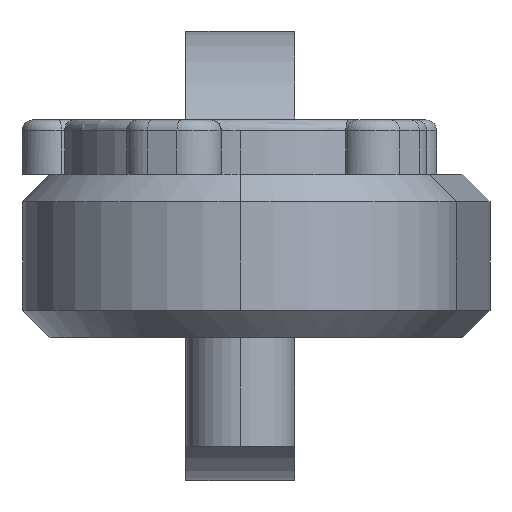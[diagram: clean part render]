
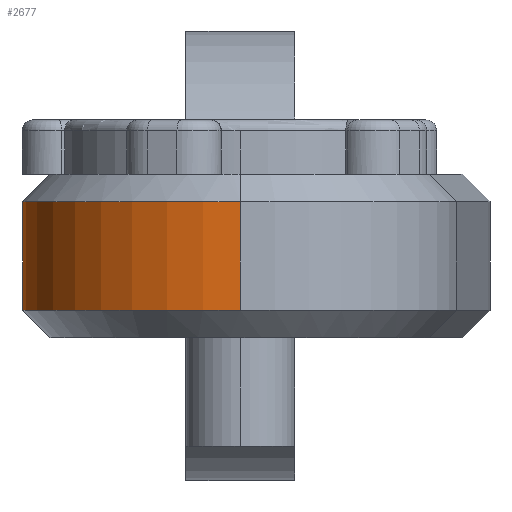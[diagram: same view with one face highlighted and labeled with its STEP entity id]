
A CAD part, left-side view. The second image highlights one B-rep face of the part: STEP entity #2677.
In plain terms, the highlighted cylindrical face has radius 20 mm (diameter 40 mm), a partial arc.
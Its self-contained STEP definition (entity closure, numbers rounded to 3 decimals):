
#23 = EDGE_CURVE ( 'NONE', #3359, #3250, #310, .T. ) ;
#95 = AXIS2_PLACEMENT_3D ( 'NONE', #312, #1360, #2171 ) ;
#124 = CIRCLE ( 'NONE', #2734, 20. ) ;
#250 = DIRECTION ( 'NONE',  ( 0., 0., -1. ) ) ;
#256 = ORIENTED_EDGE ( 'NONE', *, *, #1724, .T. ) ;
#263 = CARTESIAN_POINT ( 'NONE',  ( -81.872, 19.754, 7.5 ) ) ;
#268 = CARTESIAN_POINT ( 'NONE',  ( -85., 0., 5. ) ) ;
#295 = FACE_OUTER_BOUND ( 'NONE', #1412, .T. ) ;
#310 = LINE ( 'NONE', #1923, #1892 ) ;
#312 = CARTESIAN_POINT ( 'NONE',  ( -85., 0., 7.5 ) ) ;
#844 = CYLINDRICAL_SURFACE ( 'NONE', #95, 20. ) ;
#1223 = EDGE_CURVE ( 'NONE', #3359, #2126, #124, .T. ) ;
#1294 = CARTESIAN_POINT ( 'NONE',  ( -81.872, 19.754, 5. ) ) ;
#1344 = CARTESIAN_POINT ( 'NONE',  ( -81.872, 19.754, -5. ) ) ;
#1358 = CIRCLE ( 'NONE', #2820, 20. ) ;
#1360 = DIRECTION ( 'NONE',  ( 0., 0., -1. ) ) ;
#1375 = ORIENTED_EDGE ( 'NONE', *, *, #3280, .T. ) ;
#1412 = EDGE_LOOP ( 'NONE', ( #1773, #1670, #256, #1375 ) ) ;
#1554 = LINE ( 'NONE', #263, #2896 ) ;
#1631 = CARTESIAN_POINT ( 'NONE',  ( -105., 0., -5. ) ) ;
#1670 = ORIENTED_EDGE ( 'NONE', *, *, #1223, .T. ) ;
#1724 = EDGE_CURVE ( 'NONE', #2126, #2176, #1554, .T. ) ;
#1773 = ORIENTED_EDGE ( 'NONE', *, *, #23, .F. ) ;
#1892 = VECTOR ( 'NONE', #3258, 1000. ) ;
#1923 = CARTESIAN_POINT ( 'NONE',  ( -105., 0., 7.5 ) ) ;
#1969 = CARTESIAN_POINT ( 'NONE',  ( -85., 0., -5. ) ) ;
#2126 = VERTEX_POINT ( 'NONE', #1294 ) ;
#2171 = DIRECTION ( 'NONE',  ( -1., 0., 0. ) ) ;
#2176 = VERTEX_POINT ( 'NONE', #1344 ) ;
#2526 = CARTESIAN_POINT ( 'NONE',  ( -105., 0., 5. ) ) ;
#2627 = DIRECTION ( 'NONE',  ( 0., 0., -1. ) ) ;
#2677 = ADVANCED_FACE ( 'NONE', ( #295 ), #844, .T. ) ;
#2734 = AXIS2_PLACEMENT_3D ( 'NONE', #268, #250, #2914 ) ;
#2783 = DIRECTION ( 'NONE',  ( 1., 0., 0. ) ) ;
#2820 = AXIS2_PLACEMENT_3D ( 'NONE', #1969, #3039, #2783 ) ;
#2896 = VECTOR ( 'NONE', #2627, 1000. ) ;
#2914 = DIRECTION ( 'NONE',  ( 1., 0., 0. ) ) ;
#3039 = DIRECTION ( 'NONE',  ( 0., 0., 1. ) ) ;
#3250 = VERTEX_POINT ( 'NONE', #1631 ) ;
#3258 = DIRECTION ( 'NONE',  ( 0., 0., -1. ) ) ;
#3280 = EDGE_CURVE ( 'NONE', #2176, #3250, #1358, .T. ) ;
#3359 = VERTEX_POINT ( 'NONE', #2526 ) ;
